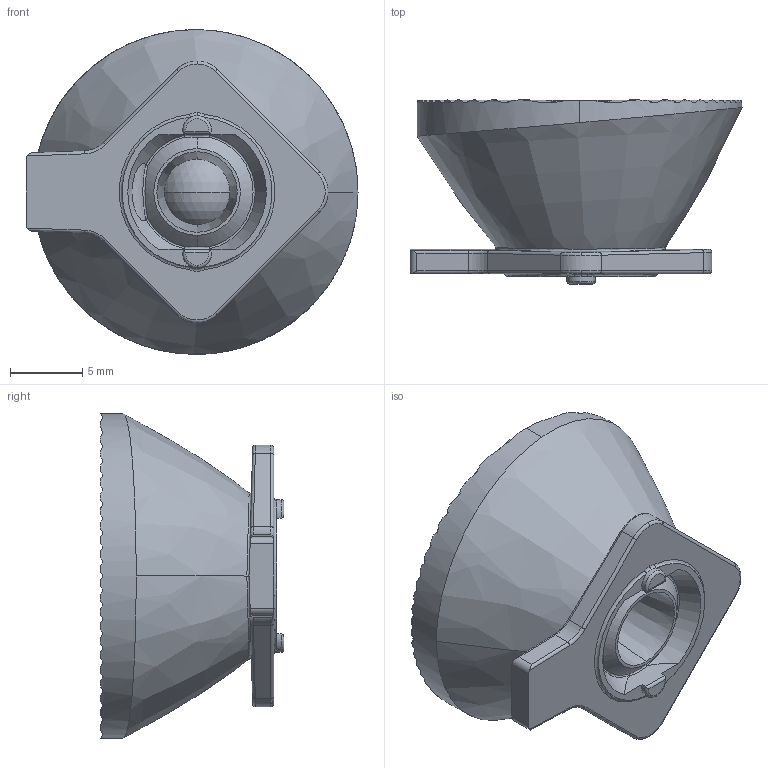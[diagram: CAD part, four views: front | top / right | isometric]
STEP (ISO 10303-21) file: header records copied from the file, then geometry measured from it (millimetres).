
FILE_DESCRIPTION (( 'STEP AP214' ), '1' );
FILE_NAME ('Ëèíçà AMT-ÍÂ-D23-3535-13õ42-Ê-vz.STEP', '2022-07-20T09:27:17', ( '' ), ( '' ), 'SwSTEP 2.0', 'SolidWorks 2019', '' );
FILE_SCHEMA (( 'AUTOMOTIVE_DESIGN' ));
Length unit declared in the file: millimetre
Products named in the file (1): Ëèíçà AMT-ÍÂ-D23-3535-13õ42-Ê-vz
Bounding box: 23 x 12.73 x 22.5 mm (x, y, z)
Volume: 2790.2 mm3; surface area: 1714.7 mm2
Topology: 1 solids, 2 shells, 215 faces, 590 edges, 381 vertices
Faces by surface type: bspline 135, cylinder 28, torus 20, plane 17, cone 13, sphere 2
Entity records: 11746 total; most frequent: CARTESIAN_POINT 7586, ORIENTED_EDGE 1180, EDGE_CURVE 590, DIRECTION 473, VERTEX_POINT 381, B_SPLINE_CURVE_WITH_KNOTS 312, EDGE_LOOP 217, ADVANCED_FACE 215
